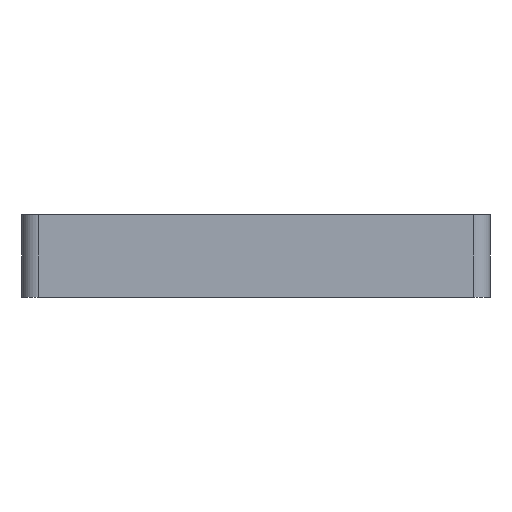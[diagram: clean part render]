
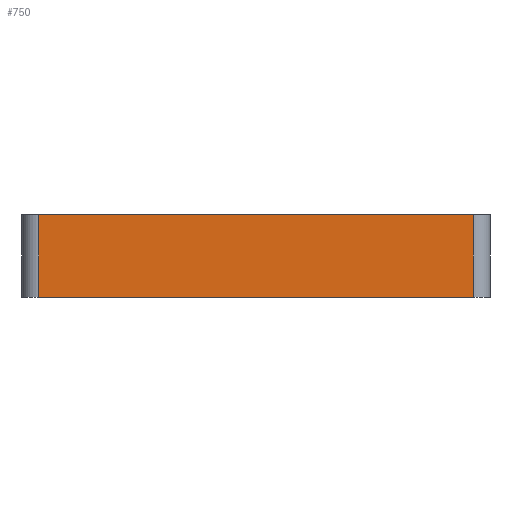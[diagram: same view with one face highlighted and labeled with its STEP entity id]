
A CAD part, front view. The second image highlights one B-rep face of the part: STEP entity #750.
In plain terms, the highlighted planar face has unit normal (0, -1, 0).
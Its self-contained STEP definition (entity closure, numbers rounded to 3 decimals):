
#17 = LINE ( 'NONE', #1098, #831 ) ;
#33 = ORIENTED_EDGE ( 'NONE', *, *, #768, .T. ) ;
#39 = CARTESIAN_POINT ( 'NONE',  ( -26.2, -42.5, 10. ) ) ;
#81 = VECTOR ( 'NONE', #397, 1000. ) ;
#95 = EDGE_CURVE ( 'NONE', #885, #342, #1119, .T. ) ;
#129 = FACE_OUTER_BOUND ( 'NONE', #938, .T. ) ;
#151 = VERTEX_POINT ( 'NONE', #39 ) ;
#175 = VERTEX_POINT ( 'NONE', #823 ) ;
#342 = VERTEX_POINT ( 'NONE', #687 ) ;
#356 = DIRECTION ( 'NONE',  ( 0., 0., -1. ) ) ;
#394 = DIRECTION ( 'NONE',  ( 0., 0., -1. ) ) ;
#397 = DIRECTION ( 'NONE',  ( 1., 0., 0. ) ) ;
#415 = DIRECTION ( 'NONE',  ( 0., 0., -1. ) ) ;
#437 = LINE ( 'NONE', #961, #928 ) ;
#454 = LINE ( 'NONE', #478, #81 ) ;
#478 = CARTESIAN_POINT ( 'NONE',  ( 0., -42.5, 10. ) ) ;
#489 = EDGE_CURVE ( 'NONE', #175, #342, #437, .T. ) ;
#552 = PLANE ( 'NONE',  #1079 ) ;
#554 = CARTESIAN_POINT ( 'NONE',  ( 28.2, -42.5, 0. ) ) ;
#631 = DIRECTION ( 'NONE',  ( 1., 0., 0. ) ) ;
#662 = ORIENTED_EDGE ( 'NONE', *, *, #95, .T. ) ;
#672 = CARTESIAN_POINT ( 'NONE',  ( -26.2, -42.5, 0. ) ) ;
#687 = CARTESIAN_POINT ( 'NONE',  ( 26.2, -42.5, 0. ) ) ;
#702 = EDGE_CURVE ( 'NONE', #151, #175, #454, .T. ) ;
#750 = ADVANCED_FACE ( 'NONE', ( #129 ), #552, .T. ) ;
#768 = EDGE_CURVE ( 'NONE', #151, #885, #17, .T. ) ;
#779 = ORIENTED_EDGE ( 'NONE', *, *, #489, .F. ) ;
#823 = CARTESIAN_POINT ( 'NONE',  ( 26.2, -42.5, 10. ) ) ;
#831 = VECTOR ( 'NONE', #415, 1000. ) ;
#885 = VERTEX_POINT ( 'NONE', #672 ) ;
#928 = VECTOR ( 'NONE', #356, 1000. ) ;
#938 = EDGE_LOOP ( 'NONE', ( #779, #1061, #33, #662 ) ) ;
#961 = CARTESIAN_POINT ( 'NONE',  ( 26.2, -42.5, 0. ) ) ;
#987 = DIRECTION ( 'NONE',  ( 0., -1., 0. ) ) ;
#1041 = VECTOR ( 'NONE', #631, 1000. ) ;
#1061 = ORIENTED_EDGE ( 'NONE', *, *, #702, .F. ) ;
#1074 = CARTESIAN_POINT ( 'NONE',  ( 28.2, -42.5, 0. ) ) ;
#1079 = AXIS2_PLACEMENT_3D ( 'NONE', #554, #987, #394 ) ;
#1098 = CARTESIAN_POINT ( 'NONE',  ( -26.2, -42.5, 0. ) ) ;
#1119 = LINE ( 'NONE', #1074, #1041 ) ;
